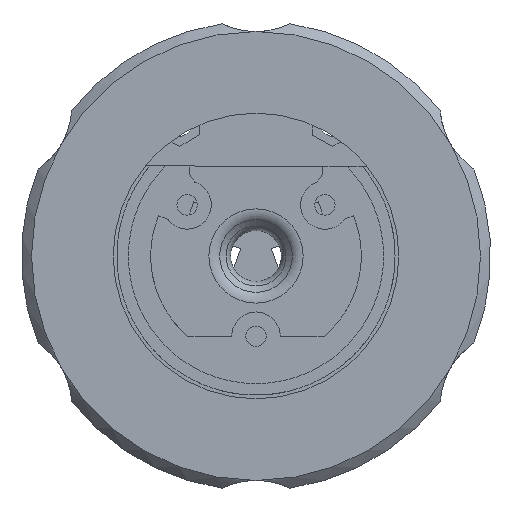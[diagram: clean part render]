
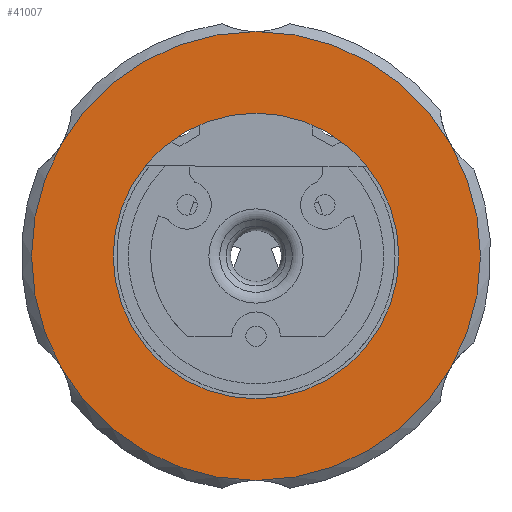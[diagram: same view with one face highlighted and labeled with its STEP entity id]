
A CAD part, front view. The second image highlights one B-rep face of the part: STEP entity #41007.
In plain terms, the highlighted planar face has unit normal (0, -1, 0).
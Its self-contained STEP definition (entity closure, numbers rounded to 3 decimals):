
#268=FACE_BOUND('',#5510,.T.);
#438=CIRCLE('',#43700,44.007);
#442=CIRCLE('',#43708,44.007);
#446=CIRCLE('',#43716,44.007);
#450=CIRCLE('',#43724,44.007);
#454=CIRCLE('',#43732,44.007);
#457=CIRCLE('',#43739,44.007);
#458=CIRCLE('',#43741,28.);
#2960=FACE_OUTER_BOUND('',#5509,.T.);
#5509=EDGE_LOOP('',(#36068,#36069,#36070,#36071,#36072,#36073));
#5510=EDGE_LOOP('',(#36074));
#19263=VERTEX_POINT('',#67083);
#19270=VERTEX_POINT('',#67126);
#19276=VERTEX_POINT('',#67174);
#19282=VERTEX_POINT('',#67222);
#19288=VERTEX_POINT('',#67270);
#19294=VERTEX_POINT('',#67318);
#19297=VERTEX_POINT('',#67632);
#24847=EDGE_CURVE('',#19270,#19263,#438,.T.);
#24857=EDGE_CURVE('',#19276,#19270,#442,.T.);
#24867=EDGE_CURVE('',#19282,#19276,#446,.T.);
#24877=EDGE_CURVE('',#19288,#19282,#450,.T.);
#24887=EDGE_CURVE('',#19294,#19288,#454,.T.);
#24894=EDGE_CURVE('',#19263,#19294,#457,.T.);
#24895=EDGE_CURVE('',#19297,#19297,#458,.T.);
#36068=ORIENTED_EDGE('',*,*,#24887,.F.);
#36069=ORIENTED_EDGE('',*,*,#24894,.F.);
#36070=ORIENTED_EDGE('',*,*,#24847,.F.);
#36071=ORIENTED_EDGE('',*,*,#24857,.F.);
#36072=ORIENTED_EDGE('',*,*,#24867,.F.);
#36073=ORIENTED_EDGE('',*,*,#24877,.F.);
#36074=ORIENTED_EDGE('',*,*,#24895,.T.);
#38506=PLANE('',#43740);
#41007=ADVANCED_FACE('',(#2960,#268),#38506,.T.);
#43700=AXIS2_PLACEMENT_3D('',#67135,#54374,#54375);
#43708=AXIS2_PLACEMENT_3D('',#67183,#54392,#54393);
#43716=AXIS2_PLACEMENT_3D('',#67231,#54410,#54411);
#43724=AXIS2_PLACEMENT_3D('',#67279,#54428,#54429);
#43732=AXIS2_PLACEMENT_3D('',#67327,#54446,#54447);
#43739=AXIS2_PLACEMENT_3D('',#67630,#54460,#54461);
#43740=AXIS2_PLACEMENT_3D('',#67631,#54462,#54463);
#43741=AXIS2_PLACEMENT_3D('',#67633,#54464,#54465);
#54374=DIRECTION('center_axis',(0.,1.,0.));
#54375=DIRECTION('ref_axis',(1.,0.,0.));
#54392=DIRECTION('center_axis',(0.,1.,0.));
#54393=DIRECTION('ref_axis',(1.,0.,0.));
#54410=DIRECTION('center_axis',(0.,1.,0.));
#54411=DIRECTION('ref_axis',(1.,0.,0.));
#54428=DIRECTION('center_axis',(0.,1.,0.));
#54429=DIRECTION('ref_axis',(1.,0.,0.));
#54446=DIRECTION('center_axis',(0.,1.,0.));
#54447=DIRECTION('ref_axis',(1.,0.,0.));
#54460=DIRECTION('center_axis',(0.,1.,0.));
#54461=DIRECTION('ref_axis',(1.,0.,0.));
#54462=DIRECTION('center_axis',(0.,-1.,0.));
#54463=DIRECTION('ref_axis',(1.,0.,0.));
#54464=DIRECTION('center_axis',(0.,1.,0.));
#54465=DIRECTION('ref_axis',(1.,0.,0.));
#67083=CARTESIAN_POINT('',(-148.11,22.,397.004));
#67126=CARTESIAN_POINT('',(-148.11,22.,352.997));
#67135=CARTESIAN_POINT('Origin',(-109.999,22.,375.001));
#67174=CARTESIAN_POINT('',(-109.999,22.,330.994));
#67183=CARTESIAN_POINT('Origin',(-109.999,22.,375.001));
#67222=CARTESIAN_POINT('',(-71.888,22.,352.997));
#67231=CARTESIAN_POINT('Origin',(-109.999,22.,375.001));
#67270=CARTESIAN_POINT('',(-71.888,22.,397.004));
#67279=CARTESIAN_POINT('Origin',(-109.999,22.,375.001));
#67318=CARTESIAN_POINT('',(-109.999,22.,419.008));
#67327=CARTESIAN_POINT('Origin',(-109.999,22.,375.001));
#67630=CARTESIAN_POINT('Origin',(-109.999,22.,375.001));
#67631=CARTESIAN_POINT('Origin',(-109.999,22.,375.001));
#67632=CARTESIAN_POINT('',(-137.999,22.,375.001));
#67633=CARTESIAN_POINT('Origin',(-109.999,22.,375.001));
